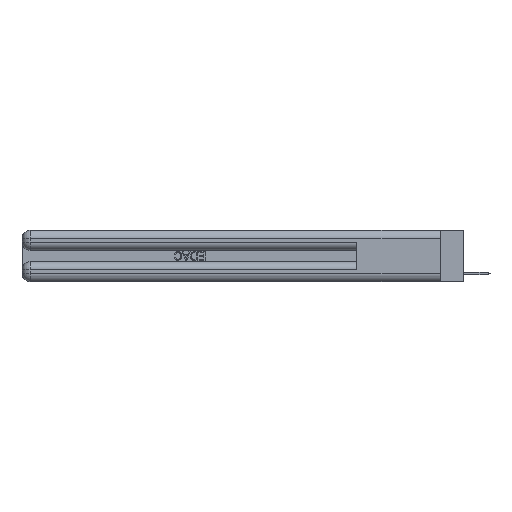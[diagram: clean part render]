
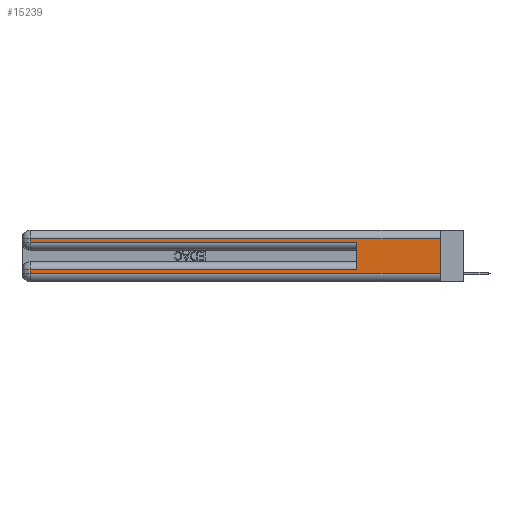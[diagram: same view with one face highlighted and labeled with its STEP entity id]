
A CAD part, left-side view. The second image highlights one B-rep face of the part: STEP entity #15239.
In plain terms, the highlighted planar face has unit normal (-1, 0, 0).
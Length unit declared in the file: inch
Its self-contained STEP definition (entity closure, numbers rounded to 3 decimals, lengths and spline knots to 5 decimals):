
#855 = CARTESIAN_POINT ( 'NONE',  ( 0., 2.94, 0.085 ) ) ;
#1004 = CARTESIAN_POINT ( 'NONE',  ( 0., 2.94, 0.37 ) ) ;
#2504 = ORIENTED_EDGE ( 'NONE', *, *, #8210, .T. ) ;
#4022 = DIRECTION ( 'NONE',  ( 0., 0., 1. ) ) ;
#4065 = VERTEX_POINT ( 'NONE', #23296 ) ;
#4488 = VECTOR ( 'NONE', #6884, 39.37008 ) ;
#4696 = CARTESIAN_POINT ( 'NONE',  ( 0., 2.94, 0.37 ) ) ;
#4761 = EDGE_CURVE ( 'NONE', #4065, #16604, #17443, .T. ) ;
#5283 = LINE ( 'NONE', #21861, #11124 ) ;
#6001 = PLANE ( 'NONE',  #15781 ) ;
#6023 = FACE_OUTER_BOUND ( 'NONE', #14500, .T. ) ;
#6136 = CARTESIAN_POINT ( 'NONE',  ( 0., 0., 0.37 ) ) ;
#6725 = VECTOR ( 'NONE', #27048, 39.37008 ) ;
#6884 = DIRECTION ( 'NONE',  ( 0., 0., -1. ) ) ;
#8210 = EDGE_CURVE ( 'NONE', #24325, #9484, #16749, .T. ) ;
#8591 = CARTESIAN_POINT ( 'NONE',  ( 0., 0.6, 0.285 ) ) ;
#9484 = VERTEX_POINT ( 'NONE', #14434 ) ;
#11056 = LINE ( 'NONE', #25707, #19082 ) ;
#11071 = CARTESIAN_POINT ( 'NONE',  ( 0., 0.6, 0.085 ) ) ;
#11124 = VECTOR ( 'NONE', #14034, 39.37008 ) ;
#11330 = VERTEX_POINT ( 'NONE', #20878 ) ;
#11331 = ORIENTED_EDGE ( 'NONE', *, *, #23586, .T. ) ;
#11940 = DIRECTION ( 'NONE',  ( 0., 0., -1. ) ) ;
#12211 = CARTESIAN_POINT ( 'NONE',  ( 0., 0., 0.37 ) ) ;
#14034 = DIRECTION ( 'NONE',  ( 0., 1., 0. ) ) ;
#14154 = LINE ( 'NONE', #18398, #6725 ) ;
#14213 = VERTEX_POINT ( 'NONE', #11071 ) ;
#14401 = LINE ( 'NONE', #12211, #25581 ) ;
#14434 = CARTESIAN_POINT ( 'NONE',  ( 0., 2.94, 0.285 ) ) ;
#14500 = EDGE_LOOP ( 'NONE', ( #16271, #21191, #2504, #15890, #17608, #11331, #19943, #20448 ) ) ;
#15239 = ADVANCED_FACE ( 'NONE', ( #6023 ), #6001, .F. ) ;
#15429 = DIRECTION ( 'NONE',  ( 0., 1., 0. ) ) ;
#15781 = AXIS2_PLACEMENT_3D ( 'NONE', #6136, #25036, #22209 ) ;
#15890 = ORIENTED_EDGE ( 'NONE', *, *, #22052, .T. ) ;
#15907 = EDGE_CURVE ( 'NONE', #14213, #21400, #21703, .T. ) ;
#16271 = ORIENTED_EDGE ( 'NONE', *, *, #16400, .F. ) ;
#16400 = EDGE_CURVE ( 'NONE', #11330, #16604, #14401, .T. ) ;
#16604 = VERTEX_POINT ( 'NONE', #24093 ) ;
#16749 = LINE ( 'NONE', #1004, #4488 ) ;
#17443 = LINE ( 'NONE', #21419, #20679 ) ;
#17608 = ORIENTED_EDGE ( 'NONE', *, *, #15907, .F. ) ;
#18235 = EDGE_CURVE ( 'NONE', #11330, #24325, #11056, .T. ) ;
#18398 = CARTESIAN_POINT ( 'NONE',  ( 0., 0., 0.285 ) ) ;
#19082 = VECTOR ( 'NONE', #15429, 39.37008 ) ;
#19133 = CARTESIAN_POINT ( 'NONE',  ( 0., 2.94, 0.31 ) ) ;
#19486 = DIRECTION ( 'NONE',  ( 0., -1., 0. ) ) ;
#19608 = DIRECTION ( 'NONE',  ( 0., 0., -1. ) ) ;
#19943 = ORIENTED_EDGE ( 'NONE', *, *, #20424, .T. ) ;
#20424 = EDGE_CURVE ( 'NONE', #22733, #4065, #23445, .T. ) ;
#20448 = ORIENTED_EDGE ( 'NONE', *, *, #4761, .T. ) ;
#20679 = VECTOR ( 'NONE', #19486, 39.37008 ) ;
#20878 = CARTESIAN_POINT ( 'NONE',  ( 0., 0., 0.31 ) ) ;
#21191 = ORIENTED_EDGE ( 'NONE', *, *, #18235, .T. ) ;
#21400 = VERTEX_POINT ( 'NONE', #8591 ) ;
#21419 = CARTESIAN_POINT ( 'NONE',  ( 0., 0., 0.06 ) ) ;
#21703 = LINE ( 'NONE', #22512, #24212 ) ;
#21861 = CARTESIAN_POINT ( 'NONE',  ( 0., 0., 0.085 ) ) ;
#22052 = EDGE_CURVE ( 'NONE', #9484, #21400, #14154, .T. ) ;
#22209 = DIRECTION ( 'NONE',  ( 0., 0., -1. ) ) ;
#22512 = CARTESIAN_POINT ( 'NONE',  ( 0., 0.6, 0.145 ) ) ;
#22733 = VERTEX_POINT ( 'NONE', #855 ) ;
#23120 = VECTOR ( 'NONE', #19608, 39.37008 ) ;
#23296 = CARTESIAN_POINT ( 'NONE',  ( 0., 2.94, 0.06 ) ) ;
#23445 = LINE ( 'NONE', #4696, #23120 ) ;
#23586 = EDGE_CURVE ( 'NONE', #14213, #22733, #5283, .T. ) ;
#24093 = CARTESIAN_POINT ( 'NONE',  ( 0., 0., 0.06 ) ) ;
#24212 = VECTOR ( 'NONE', #4022, 39.37008 ) ;
#24325 = VERTEX_POINT ( 'NONE', #19133 ) ;
#25036 = DIRECTION ( 'NONE',  ( 1., 0., 0. ) ) ;
#25581 = VECTOR ( 'NONE', #11940, 39.37008 ) ;
#25707 = CARTESIAN_POINT ( 'NONE',  ( 0., 0., 0.31 ) ) ;
#27048 = DIRECTION ( 'NONE',  ( 0., -1., 0. ) ) ;
